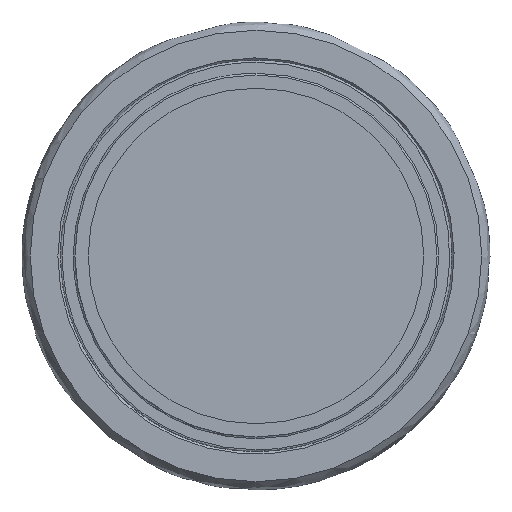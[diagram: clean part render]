
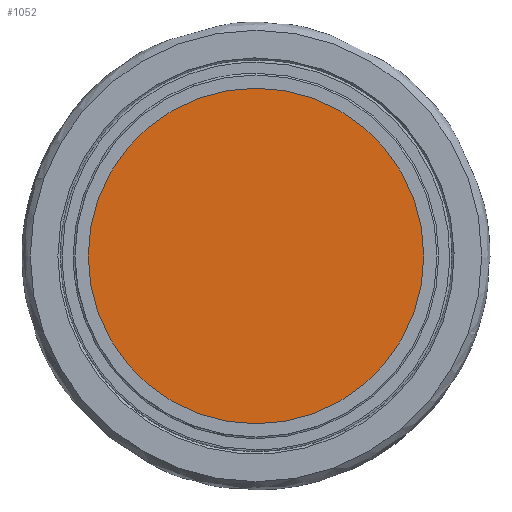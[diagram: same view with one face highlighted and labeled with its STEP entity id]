
A CAD part, left-side view. The second image highlights one B-rep face of the part: STEP entity #1052.
In plain terms, the highlighted planar face has unit normal (-1, 0, 0).
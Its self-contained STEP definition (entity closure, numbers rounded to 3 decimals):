
#73 = CARTESIAN_POINT ( 'NONE',  ( -5.5, 19., 0. ) ) ;
#253 = ORIENTED_EDGE ( 'NONE', *, *, #662, .T. ) ;
#286 = CARTESIAN_POINT ( 'NONE',  ( -5.5, 0., 0. ) ) ;
#289 = AXIS2_PLACEMENT_3D ( 'NONE', #1083, #1185, #1100 ) ;
#325 = FACE_OUTER_BOUND ( 'NONE', #363, .T. ) ;
#363 = EDGE_LOOP ( 'NONE', ( #253 ) ) ;
#400 = DIRECTION ( 'NONE',  ( 0., 1., 0. ) ) ;
#458 = CIRCLE ( 'NONE', #863, 19. ) ;
#475 = VERTEX_POINT ( 'NONE', #73 ) ;
#662 = EDGE_CURVE ( 'NONE', #475, #475, #458, .T. ) ;
#665 = DIRECTION ( 'NONE',  ( -1., 0., 0. ) ) ;
#863 = AXIS2_PLACEMENT_3D ( 'NONE', #286, #665, #400 ) ;
#973 = PLANE ( 'NONE',  #289 ) ;
#1052 = ADVANCED_FACE ( 'NONE', ( #325 ), #973, .T. ) ;
#1083 = CARTESIAN_POINT ( 'NONE',  ( -5.5, 0., 1.818 ) ) ;
#1100 = DIRECTION ( 'NONE',  ( 0., 0., 1. ) ) ;
#1185 = DIRECTION ( 'NONE',  ( -1., 0., 0. ) ) ;
